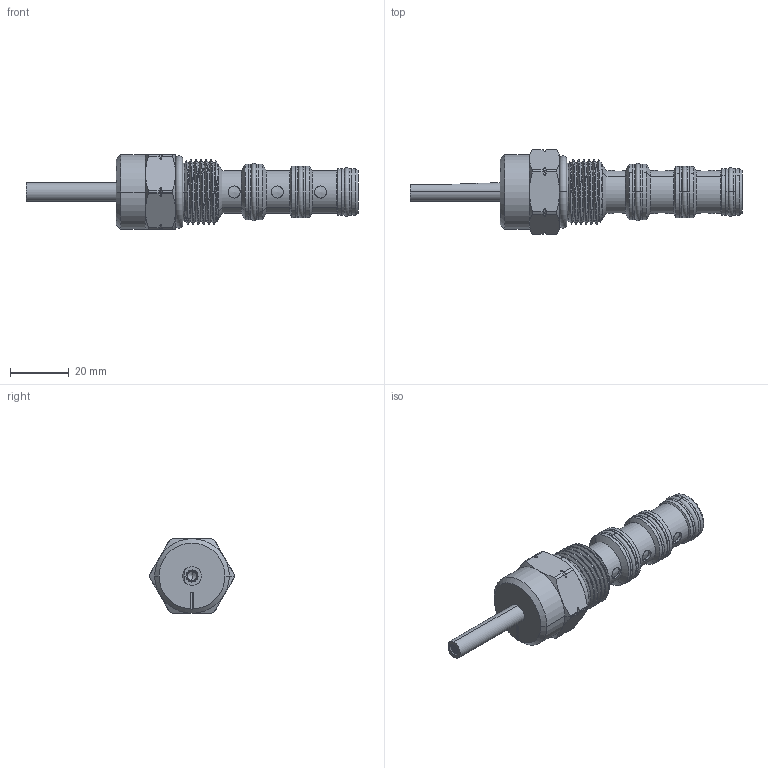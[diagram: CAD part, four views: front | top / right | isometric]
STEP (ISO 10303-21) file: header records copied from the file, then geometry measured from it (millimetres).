
FILE_DESCRIPTION (( 'STEP AP203' ), '1' );
FILE_NAME ('DR10W4B22.STEP', '2024-06-19T05:58:05', ( '' ), ( '' ), 'SwSTEP 2.0', 'SolidWorks 2018', '' );
FILE_SCHEMA (( 'CONFIG_CONTROL_DESIGN' ));
Length unit declared in the file: millimetre
Products named in the file (1): DR10W4B22
Bounding box: 112.99 x 28.8 x 25.4 mm (x, y, z)
Volume: 26066.3 mm3; surface area: 8939.9 mm2
Topology: 1 solids, 1 shells, 267 faces, 645 edges, 405 vertices
Faces by surface type: cylinder 110, cone 94, plane 32, torus 22, bspline 9
Entity records: 16311 total; most frequent: CARTESIAN_POINT 10284, ORIENTED_EDGE 1282, DIRECTION 1189, EDGE_CURVE 641, AXIS2_PLACEMENT_3D 499, VERTEX_POINT 405, EDGE_LOOP 296, ADVANCED_FACE 267
